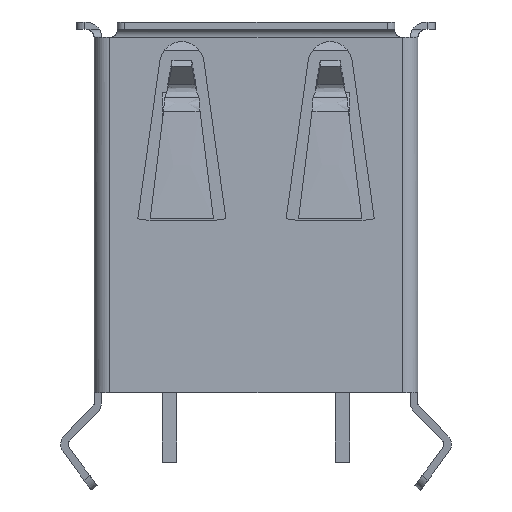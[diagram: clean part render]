
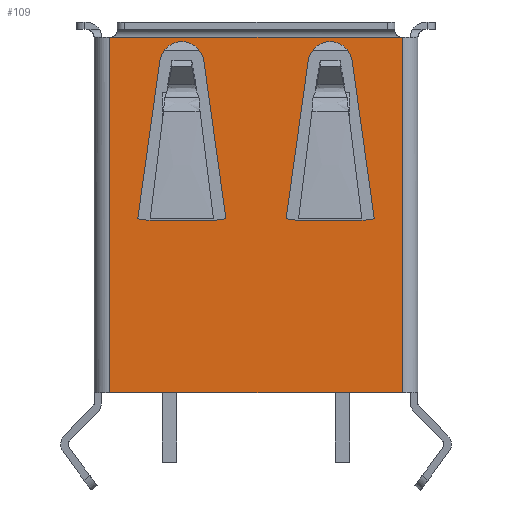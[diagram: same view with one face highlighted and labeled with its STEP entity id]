
A CAD part, front view. The second image highlights one B-rep face of the part: STEP entity #109.
In plain terms, the highlighted planar face has unit normal (0, -1, 0).
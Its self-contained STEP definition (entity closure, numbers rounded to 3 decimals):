
#109=ADVANCED_FACE('',(#460,#461,#462),#463,.T.);
#460=FACE_OUTER_BOUND('',#1241,.T.);
#461=FACE_BOUND('',#1242,.T.);
#462=FACE_BOUND('',#1243,.T.);
#463=PLANE('',#1244);
#1241=EDGE_LOOP('',(#3189,#3190,#3191,#3192,#3193,#3194));
#1242=EDGE_LOOP('',(#3195,#3196,#3197,#3198,#3199,#3200,#3201));
#1243=EDGE_LOOP('',(#3202,#3203,#3204,#3205,#3206,#3207,#3208));
#1244=AXIS2_PLACEMENT_3D('',#3209,#3210,#3211);
#3189=ORIENTED_EDGE('',*,*,#4947,.F.);
#3190=ORIENTED_EDGE('',*,*,#4948,.F.);
#3191=ORIENTED_EDGE('',*,*,#4949,.T.);
#3192=ORIENTED_EDGE('',*,*,#4950,.F.);
#3193=ORIENTED_EDGE('',*,*,#4951,.F.);
#3194=ORIENTED_EDGE('',*,*,#4952,.T.);
#3195=ORIENTED_EDGE('',*,*,#4953,.F.);
#3196=ORIENTED_EDGE('',*,*,#4943,.F.);
#3197=ORIENTED_EDGE('',*,*,#4954,.F.);
#3198=ORIENTED_EDGE('',*,*,#4744,.F.);
#3199=ORIENTED_EDGE('',*,*,#4955,.F.);
#3200=ORIENTED_EDGE('',*,*,#4956,.F.);
#3201=ORIENTED_EDGE('',*,*,#4918,.F.);
#3202=ORIENTED_EDGE('',*,*,#4957,.F.);
#3203=ORIENTED_EDGE('',*,*,#4958,.F.);
#3204=ORIENTED_EDGE('',*,*,#4959,.F.);
#3205=ORIENTED_EDGE('',*,*,#4736,.F.);
#3206=ORIENTED_EDGE('',*,*,#4960,.F.);
#3207=ORIENTED_EDGE('',*,*,#4961,.F.);
#3208=ORIENTED_EDGE('',*,*,#4962,.F.);
#3209=CARTESIAN_POINT('',(-6.55,-2.86,-0.62));
#3210=DIRECTION('',(0.0,-1.0,0.0));
#3211=DIRECTION('',(0.0,0.0,-1.0));
#4736=EDGE_CURVE('',#5435,#5438,#5439,.T.);
#4744=EDGE_CURVE('',#5451,#5454,#5455,.T.);
#4918=EDGE_CURVE('',#5749,#5752,#5753,.T.);
#4943=EDGE_CURVE('',#5795,#5793,#5797,.T.);
#4947=EDGE_CURVE('',#5803,#5804,#5805,.T.);
#4948=EDGE_CURVE('',#5806,#5803,#5807,.T.);
#4949=EDGE_CURVE('',#5806,#5808,#5809,.T.);
#4950=EDGE_CURVE('',#5810,#5808,#5811,.T.);
#4951=EDGE_CURVE('',#5812,#5810,#5813,.T.);
#4952=EDGE_CURVE('',#5812,#5804,#5814,.T.);
#4953=EDGE_CURVE('',#5793,#5749,#5815,.T.);
#4954=EDGE_CURVE('',#5454,#5795,#5816,.T.);
#4955=EDGE_CURVE('',#5817,#5451,#5818,.T.);
#4956=EDGE_CURVE('',#5752,#5817,#5819,.T.);
#4957=EDGE_CURVE('',#5820,#5821,#5822,.T.);
#4958=EDGE_CURVE('',#5823,#5820,#5824,.T.);
#4959=EDGE_CURVE('',#5438,#5823,#5825,.T.);
#4960=EDGE_CURVE('',#5826,#5435,#5827,.T.);
#4961=EDGE_CURVE('',#5828,#5826,#5829,.T.);
#4962=EDGE_CURVE('',#5821,#5828,#5830,.T.);
#5435=VERTEX_POINT('',#6555);
#5438=VERTEX_POINT('',#6559);
#5439=CIRCLE('',#6560,0.896);
#5451=VERTEX_POINT('',#6575);
#5454=VERTEX_POINT('',#6579);
#5455=CIRCLE('',#6580,0.896);
#5749=VERTEX_POINT('',#7143);
#5752=VERTEX_POINT('',#7147);
#5753=LINE('',#7148,#7149);
#5793=VERTEX_POINT('',#7209);
#5795=VERTEX_POINT('',#7212);
#5797=LINE('',#7215,#7216);
#5803=VERTEX_POINT('',#7225);
#5804=VERTEX_POINT('',#7226);
#5805=LINE('',#7227,#7228);
#5806=VERTEX_POINT('',#7229);
#5807=LINE('',#7230,#7231);
#5808=VERTEX_POINT('',#7232);
#5809=LINE('',#7233,#7234);
#5810=VERTEX_POINT('',#7235);
#5811=LINE('',#7236,#7237);
#5812=VERTEX_POINT('',#7238);
#5813=LINE('',#7239,#7240);
#5814=LINE('',#7241,#7242);
#5815=LINE('',#7243,#7244);
#5816=LINE('',#7245,#7246);
#5817=VERTEX_POINT('',#7247);
#5818=CIRCLE('',#7248,0.896);
#5819=LINE('',#7249,#7250);
#5820=VERTEX_POINT('',#7251);
#5821=VERTEX_POINT('',#7252);
#5822=LINE('',#7253,#7254);
#5823=VERTEX_POINT('',#7255);
#5824=LINE('',#7256,#7257);
#5825=LINE('',#7258,#7259);
#5826=VERTEX_POINT('',#7260);
#5827=CIRCLE('',#7261,0.896);
#5828=VERTEX_POINT('',#7262);
#5829=LINE('',#7263,#7264);
#5830=LINE('',#7265,#7266);
#6555=CARTESIAN_POINT('',(3.0,-2.86,-0.795));
#6559=CARTESIAN_POINT('',(2.113,-2.86,-1.567));
#6560=AXIS2_PLACEMENT_3D('',#9094,#9095,#9096);
#6575=CARTESIAN_POINT('',(-3.0,-2.86,-0.795));
#6579=CARTESIAN_POINT('',(-3.887,-2.86,-1.567));
#6580=AXIS2_PLACEMENT_3D('',#9110,#9111,#9112);
#7143=CARTESIAN_POINT('',(-1.713,-2.86,-8.027));
#7147=CARTESIAN_POINT('',(-1.218,-2.86,-7.958));
#7148=CARTESIAN_POINT('',(-1.713,-2.86,-8.027));
#7149=VECTOR('',#9296,0.5);
#7209=CARTESIAN_POINT('',(-4.287,-2.86,-8.027));
#7212=CARTESIAN_POINT('',(-4.782,-2.86,-7.958));
#7215=CARTESIAN_POINT('',(-4.782,-2.86,-7.958));
#7216=VECTOR('',#9325,0.5);
#7225=CARTESIAN_POINT('',(-5.912,-2.86,-0.62));
#7226=CARTESIAN_POINT('',(-5.91,-2.86,-0.62));
#7227=CARTESIAN_POINT('',(-5.912,-2.86,-0.62));
#7228=VECTOR('',#9329,0.002);
#7229=CARTESIAN_POINT('',(-5.912,-2.86,-15.0));
#7230=CARTESIAN_POINT('',(-5.912,-2.86,-15.0));
#7231=VECTOR('',#9330,14.38);
#7232=CARTESIAN_POINT('',(5.912,-2.86,-15.0));
#7233=CARTESIAN_POINT('',(-5.912,-2.86,-15.0));
#7234=VECTOR('',#9331,11.824);
#7235=CARTESIAN_POINT('',(5.912,-2.86,-0.62));
#7236=CARTESIAN_POINT('',(5.912,-2.86,-0.62));
#7237=VECTOR('',#9332,14.38);
#7238=CARTESIAN_POINT('',(5.91,-2.86,-0.62));
#7239=CARTESIAN_POINT('',(5.91,-2.86,-0.62));
#7240=VECTOR('',#9333,0.002);
#7241=CARTESIAN_POINT('',(5.91,-2.86,-0.62));
#7242=VECTOR('',#9334,11.82);
#7243=CARTESIAN_POINT('',(-4.287,-2.86,-8.027));
#7244=VECTOR('',#9335,2.574);
#7245=CARTESIAN_POINT('',(-3.887,-2.86,-1.567));
#7246=VECTOR('',#9336,6.453);
#7247=CARTESIAN_POINT('',(-2.113,-2.86,-1.567));
#7248=AXIS2_PLACEMENT_3D('',#9337,#9338,#9339);
#7249=CARTESIAN_POINT('',(-1.218,-2.86,-7.958));
#7250=VECTOR('',#9340,6.453);
#7251=CARTESIAN_POINT('',(1.713,-2.86,-8.027));
#7252=CARTESIAN_POINT('',(4.287,-2.86,-8.027));
#7253=CARTESIAN_POINT('',(1.713,-2.86,-8.027));
#7254=VECTOR('',#9341,2.574);
#7255=CARTESIAN_POINT('',(1.218,-2.86,-7.958));
#7256=CARTESIAN_POINT('',(1.218,-2.86,-7.958));
#7257=VECTOR('',#9342,0.5);
#7258=CARTESIAN_POINT('',(2.113,-2.86,-1.567));
#7259=VECTOR('',#9343,6.453);
#7260=CARTESIAN_POINT('',(3.887,-2.86,-1.567));
#7261=AXIS2_PLACEMENT_3D('',#9344,#9345,#9346);
#7262=CARTESIAN_POINT('',(4.782,-2.86,-7.958));
#7263=CARTESIAN_POINT('',(4.782,-2.86,-7.958));
#7264=VECTOR('',#9347,6.453);
#7265=CARTESIAN_POINT('',(4.287,-2.86,-8.027));
#7266=VECTOR('',#9348,0.5);
#9094=CARTESIAN_POINT('',(3.0,-2.86,-1.691));
#9095=DIRECTION('',(0.0,-1.0,0.0));
#9096=DIRECTION('',(0.99,0.0,0.139));
#9110=CARTESIAN_POINT('',(-3.0,-2.86,-1.691));
#9111=DIRECTION('',(0.0,-1.0,0.0));
#9112=DIRECTION('',(0.99,0.0,0.139));
#9296=DIRECTION('',(0.99,0.0,0.139));
#9325=DIRECTION('',(0.99,0.0,-0.139));
#9329=DIRECTION('',(1.,0.,0.));
#9330=DIRECTION('',(0.0,0.0,1.0));
#9331=DIRECTION('',(1.0,0.0,0.0));
#9332=DIRECTION('',(0.0,0.0,-1.0));
#9333=DIRECTION('',(1.,0.,0.));
#9334=DIRECTION('',(-1.0,0.0,0.0));
#9335=DIRECTION('',(1.0,0.0,0.0));
#9336=DIRECTION('',(-0.139,0.0,-0.99));
#9337=CARTESIAN_POINT('',(-3.0,-2.86,-1.691));
#9338=DIRECTION('',(0.0,-1.0,0.0));
#9339=DIRECTION('',(0.99,0.0,0.139));
#9340=DIRECTION('',(-0.139,0.0,0.99));
#9341=DIRECTION('',(1.0,0.0,0.0));
#9342=DIRECTION('',(0.99,0.0,-0.139));
#9343=DIRECTION('',(-0.139,0.0,-0.99));
#9344=CARTESIAN_POINT('',(3.0,-2.86,-1.691));
#9345=DIRECTION('',(0.0,-1.0,0.0));
#9346=DIRECTION('',(0.99,0.0,0.139));
#9347=DIRECTION('',(-0.139,0.0,0.99));
#9348=DIRECTION('',(0.99,0.0,0.139));
